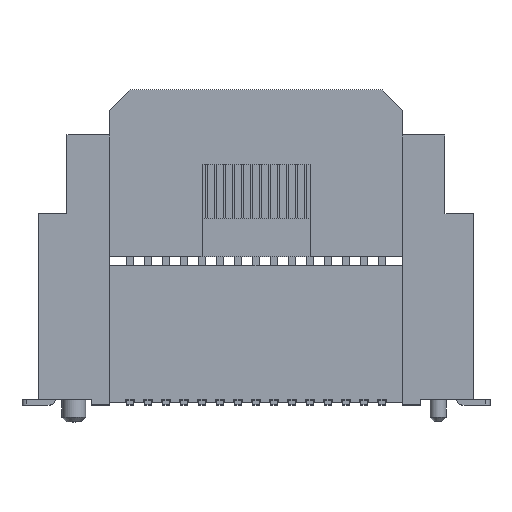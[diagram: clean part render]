
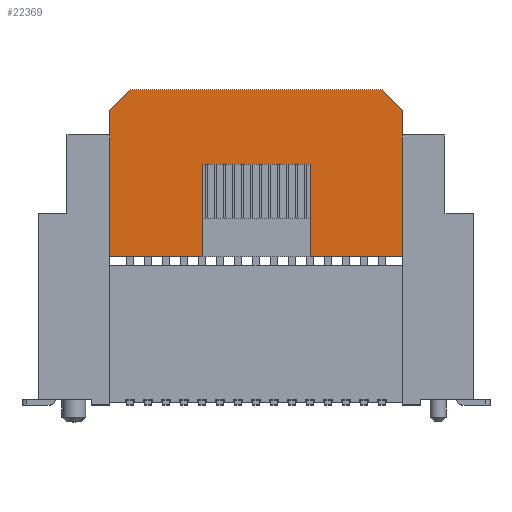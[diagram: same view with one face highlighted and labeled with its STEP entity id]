
A CAD part, top view. The second image highlights one B-rep face of the part: STEP entity #22369.
In plain terms, the highlighted planar face has unit normal (0, 0, 1).
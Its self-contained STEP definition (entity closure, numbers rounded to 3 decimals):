
#1025=DIRECTION('',(0.707,-0.707,0.));
#1026=VECTOR('',#1025,1.273);
#1027=CARTESIAN_POINT('',(5.6,14.,2.9));
#1028=LINE('',#1027,#1026);
#1029=DIRECTION('',(0.,-1.,0.));
#1030=VECTOR('',#1029,5.4);
#1031=CARTESIAN_POINT('',(6.5,12.,2.9));
#1032=LINE('',#1031,#1030);
#1033=DIRECTION('',(-1.,0.,0.));
#1034=VECTOR('',#1033,4.1);
#1035=CARTESIAN_POINT('',(6.5,6.6,2.9));
#1036=LINE('',#1035,#1034);
#1037=DIRECTION('',(-1.,0.,0.));
#1038=VECTOR('',#1037,4.1);
#1039=CARTESIAN_POINT('',(-2.4,6.6,2.9));
#1040=LINE('',#1039,#1038);
#1041=DIRECTION('',(0.,1.,0.));
#1042=VECTOR('',#1041,5.4);
#1043=CARTESIAN_POINT('',(-6.5,6.6,2.9));
#1044=LINE('',#1043,#1042);
#1045=DIRECTION('',(0.707,0.707,0.));
#1046=VECTOR('',#1045,1.273);
#1047=CARTESIAN_POINT('',(-6.5,13.1,2.9));
#1048=LINE('',#1047,#1046);
#1049=DIRECTION('',(1.,0.,0.));
#1050=VECTOR('',#1049,11.2);
#1051=CARTESIAN_POINT('',(-5.6,14.,2.9));
#1052=LINE('',#1051,#1050);
#1061=DIRECTION('',(0.,-1.,0.));
#1062=VECTOR('',#1061,1.1);
#1063=CARTESIAN_POINT('',(-6.5,13.1,2.9));
#1064=LINE('',#1063,#1062);
#1581=DIRECTION('',(0.,1.,0.));
#1582=VECTOR('',#1581,4.1);
#1583=CARTESIAN_POINT('',(-2.4,6.6,2.9));
#1584=LINE('',#1583,#1582);
#1593=DIRECTION('',(1.,0.,0.));
#1594=VECTOR('',#1593,4.8);
#1595=CARTESIAN_POINT('',(-2.4,10.7,2.9));
#1596=LINE('',#1595,#1594);
#1605=DIRECTION('',(0.,-1.,0.));
#1606=VECTOR('',#1605,4.1);
#1607=CARTESIAN_POINT('',(2.4,10.7,2.9));
#1608=LINE('',#1607,#1606);
#13985=DIRECTION('',(0.,-1.,0.));
#13986=VECTOR('',#13985,1.1);
#13987=CARTESIAN_POINT('',(6.5,13.1,2.9));
#13988=LINE('',#13987,#13986);
#17221=CARTESIAN_POINT('',(-6.5,6.6,2.9));
#17222=VERTEX_POINT('',#17221);
#17223=CARTESIAN_POINT('',(-6.5,12.,2.9));
#17224=VERTEX_POINT('',#17223);
#17943=CARTESIAN_POINT('',(6.5,6.6,2.9));
#17944=VERTEX_POINT('',#17943);
#17945=CARTESIAN_POINT('',(2.4,6.6,2.9));
#17946=VERTEX_POINT('',#17945);
#17951=CARTESIAN_POINT('',(-2.4,6.6,2.9));
#17952=VERTEX_POINT('',#17951);
#18881=CARTESIAN_POINT('',(6.5,12.,2.9));
#18882=VERTEX_POINT('',#18881);
#18889=CARTESIAN_POINT('',(-5.6,14.,2.9));
#18890=CARTESIAN_POINT('',(5.6,14.,2.9));
#18891=VERTEX_POINT('',#18889);
#18892=VERTEX_POINT('',#18890);
#18893=CARTESIAN_POINT('',(-6.5,13.1,2.9));
#18894=VERTEX_POINT('',#18893);
#18895=CARTESIAN_POINT('',(-2.4,10.7,2.9));
#18896=VERTEX_POINT('',#18895);
#18897=CARTESIAN_POINT('',(2.4,10.7,2.9));
#18898=VERTEX_POINT('',#18897);
#18899=CARTESIAN_POINT('',(6.5,13.1,2.9));
#18900=VERTEX_POINT('',#18899);
#22342=CARTESIAN_POINT('',(0.,10.3,2.9));
#22343=DIRECTION('',(0.,0.,1.));
#22344=DIRECTION('',(-1.,0.,0.));
#22345=AXIS2_PLACEMENT_3D('',#22342,#22343,#22344);
#22346=PLANE('',#22345);
#22348=ORIENTED_EDGE('',*,*,#22347,.T.);
#22350=ORIENTED_EDGE('',*,*,#22349,.T.);
#22352=ORIENTED_EDGE('',*,*,#22351,.T.);
#22353=ORIENTED_EDGE('',*,*,#21877,.T.);
#22354=ORIENTED_EDGE('',*,*,#21916,.T.);
#22356=ORIENTED_EDGE('',*,*,#22355,.F.);
#22358=ORIENTED_EDGE('',*,*,#22357,.F.);
#22360=ORIENTED_EDGE('',*,*,#22359,.F.);
#22361=ORIENTED_EDGE('',*,*,#21908,.T.);
#22362=ORIENTED_EDGE('',*,*,#20799,.T.);
#22364=ORIENTED_EDGE('',*,*,#22363,.F.);
#22366=ORIENTED_EDGE('',*,*,#22365,.T.);
#22367=EDGE_LOOP('',(#22348,#22350,#22352,#22353,#22354,#22356,#22358,#22360,
#22361,#22362,#22364,#22366));
#22368=FACE_OUTER_BOUND('',#22367,.F.);
#22369=ADVANCED_FACE('',(#22368),#22346,.T.);
#20799=EDGE_CURVE('',#17222,#17224,#1044,.T.);
#21877=EDGE_CURVE('',#18882,#17944,#1032,.T.);
#21908=EDGE_CURVE('',#17952,#17222,#1040,.T.);
#21916=EDGE_CURVE('',#17944,#17946,#1036,.T.);
#22347=EDGE_CURVE('',#18891,#18892,#1052,.T.);
#22349=EDGE_CURVE('',#18892,#18900,#1028,.T.);
#22351=EDGE_CURVE('',#18900,#18882,#13988,.T.);
#22355=EDGE_CURVE('',#18898,#17946,#1608,.T.);
#22357=EDGE_CURVE('',#18896,#18898,#1596,.T.);
#22359=EDGE_CURVE('',#17952,#18896,#1584,.T.);
#22363=EDGE_CURVE('',#18894,#17224,#1064,.T.);
#22365=EDGE_CURVE('',#18894,#18891,#1048,.T.);
